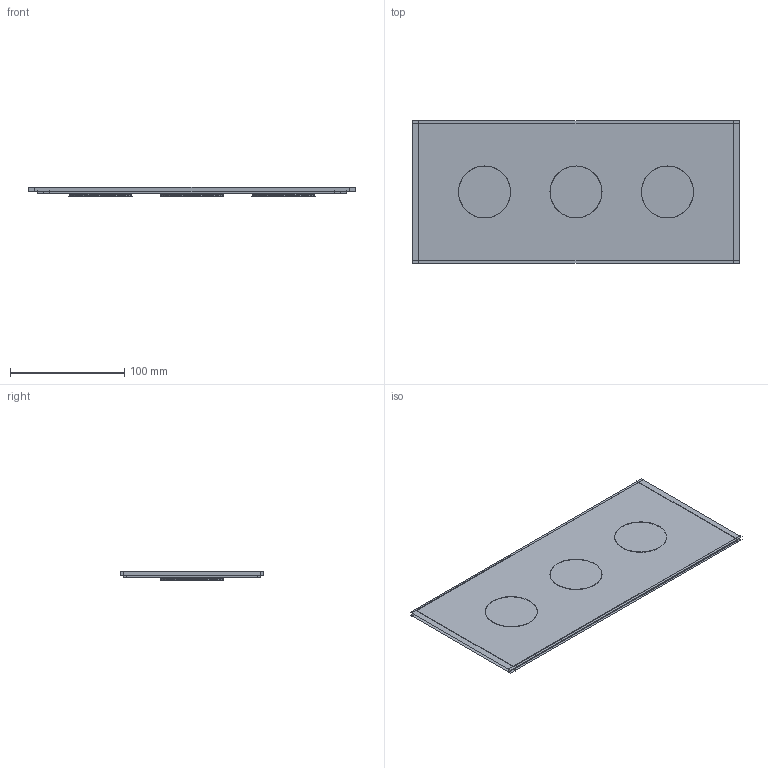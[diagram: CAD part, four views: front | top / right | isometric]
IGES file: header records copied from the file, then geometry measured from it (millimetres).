
Start section:  PTC IGES file: KL2001BPC.igs
Global section: file name: KL2001BPC.igs; native system: Pro/ENGINEER by Parametric Technology Corporation; preprocessor: 2009360; author: user33; organization: Unknown; date: 20200106.153903; units: millimetre
Bounding box: 286 x 124.8 x 8.26 mm (x, y, z)
Volume: 103672.1 mm3; surface area: 428190.2 mm2
Topology: 8 solids, 8 shells, 168 faces, 768 edges, 964 vertices
Faces by surface type: bspline 84, revolution 84
